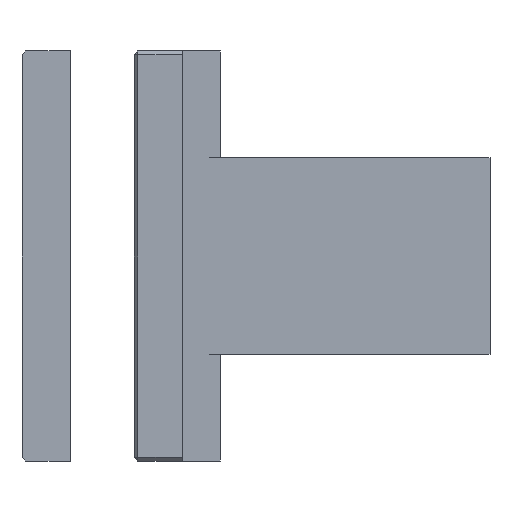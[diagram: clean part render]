
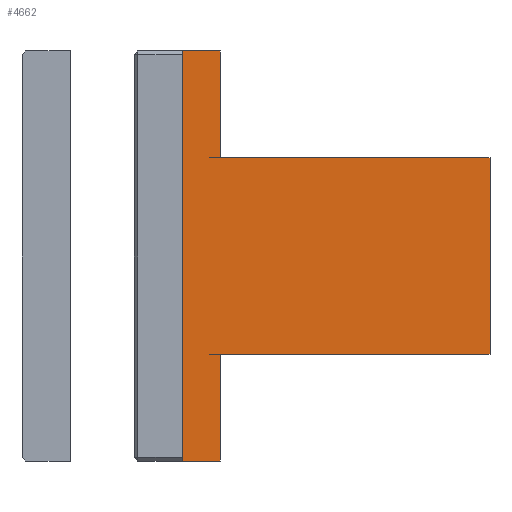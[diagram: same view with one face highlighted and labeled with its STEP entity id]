
A CAD part, front view. The second image highlights one B-rep face of the part: STEP entity #4662.
In plain terms, the highlighted planar face has unit normal (0, -1, 0).
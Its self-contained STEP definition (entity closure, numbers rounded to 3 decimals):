
#486=FACE_OUTER_BOUND('',#750,.T.);
#750=EDGE_LOOP('',(#3143,#3144,#3145,#3146,#3147,#3148,#3149,#3150));
#1140=LINE('',#6932,#1566);
#1141=LINE('',#6934,#1567);
#1142=LINE('',#6936,#1568);
#1143=LINE('',#6938,#1569);
#1144=LINE('',#6940,#1570);
#1145=LINE('',#6942,#1571);
#1146=LINE('',#6944,#1572);
#1147=LINE('',#6945,#1573);
#1566=VECTOR('',#5504,10.);
#1567=VECTOR('',#5505,19.05);
#1568=VECTOR('',#5506,48.133);
#1569=VECTOR('',#5507,10.);
#1570=VECTOR('',#5508,48.133);
#1571=VECTOR('',#5509,19.05);
#1572=VECTOR('',#5510,10.);
#1573=VECTOR('',#5511,10.);
#1969=VERTEX_POINT('',#6930);
#1970=VERTEX_POINT('',#6931);
#1971=VERTEX_POINT('',#6933);
#1972=VERTEX_POINT('',#6935);
#1973=VERTEX_POINT('',#6937);
#1974=VERTEX_POINT('',#6939);
#1975=VERTEX_POINT('',#6941);
#1976=VERTEX_POINT('',#6943);
#2400=EDGE_CURVE('',#1969,#1970,#1140,.T.);
#2401=EDGE_CURVE('',#1971,#1969,#1141,.T.);
#2402=EDGE_CURVE('',#1971,#1972,#1142,.T.);
#2403=EDGE_CURVE('',#1973,#1972,#1143,.T.);
#2404=EDGE_CURVE('',#1974,#1973,#1144,.T.);
#2405=EDGE_CURVE('',#1974,#1975,#1145,.T.);
#2406=EDGE_CURVE('',#1976,#1975,#1146,.T.);
#2407=EDGE_CURVE('',#1970,#1976,#1147,.T.);
#3143=ORIENTED_EDGE('',*,*,#2400,.F.);
#3144=ORIENTED_EDGE('',*,*,#2401,.F.);
#3145=ORIENTED_EDGE('',*,*,#2402,.T.);
#3146=ORIENTED_EDGE('',*,*,#2403,.F.);
#3147=ORIENTED_EDGE('',*,*,#2404,.F.);
#3148=ORIENTED_EDGE('',*,*,#2405,.T.);
#3149=ORIENTED_EDGE('',*,*,#2406,.F.);
#3150=ORIENTED_EDGE('',*,*,#2407,.F.);
#4267=PLANE('',#4938);
#4662=ADVANCED_FACE('',(#486),#4267,.F.);
#4938=AXIS2_PLACEMENT_3D('',#6929,#5502,#5503);
#5502=DIRECTION('center_axis',(0.,1.,0.));
#5503=DIRECTION('ref_axis',(0.,0.,1.));
#5504=DIRECTION('',(-1.,0.,0.));
#5505=DIRECTION('',(0.,0.,-1.));
#5506=DIRECTION('',(1.,0.,0.));
#5507=DIRECTION('',(0.,0.,-1.));
#5508=DIRECTION('',(1.,0.,0.));
#5509=DIRECTION('',(0.,0.,1.));
#5510=DIRECTION('',(1.,0.,0.));
#5511=DIRECTION('',(0.,0.,1.));
#6929=CARTESIAN_POINT('Origin',(-33.158,-12.631,8.307));
#6930=CARTESIAN_POINT('',(-53.798,-12.631,-28.269));
#6931=CARTESIAN_POINT('',(-60.529,-12.631,-28.269));
#6932=CARTESIAN_POINT('',(-51.161,-12.631,-28.269));
#6933=CARTESIAN_POINT('',(-53.798,-12.631,-9.219));
#6934=CARTESIAN_POINT('',(-53.798,-12.631,-9.219));
#6935=CARTESIAN_POINT('',(-5.665,-12.631,-9.219));
#6936=CARTESIAN_POINT('',(-53.798,-12.631,-9.219));
#6937=CARTESIAN_POINT('',(-5.665,-12.631,25.833));
#6938=CARTESIAN_POINT('',(-5.665,-12.631,26.595));
#6939=CARTESIAN_POINT('',(-53.798,-12.631,25.833));
#6940=CARTESIAN_POINT('',(-53.798,-12.631,25.833));
#6941=CARTESIAN_POINT('',(-53.798,-12.631,44.883));
#6942=CARTESIAN_POINT('',(-53.798,-12.631,25.833));
#6943=CARTESIAN_POINT('',(-60.529,-12.631,44.883));
#6944=CARTESIAN_POINT('',(-51.161,-12.631,44.883));
#6945=CARTESIAN_POINT('',(-60.529,-12.631,8.307));
